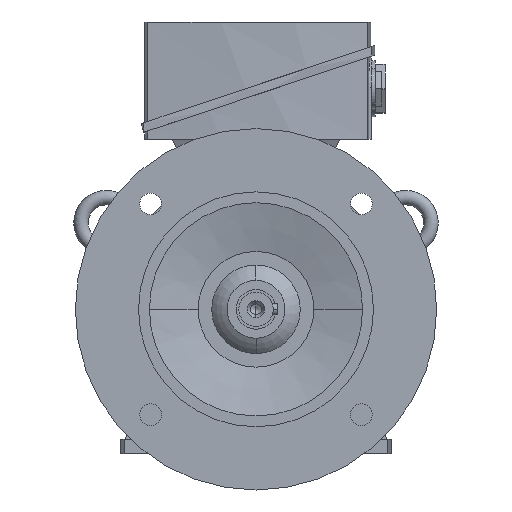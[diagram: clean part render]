
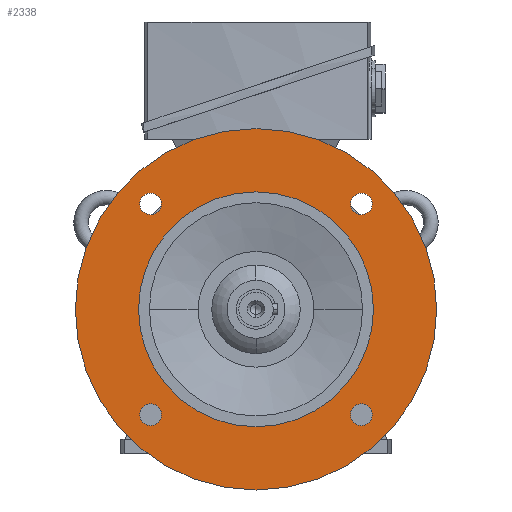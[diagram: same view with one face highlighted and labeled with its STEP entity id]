
A CAD part, left-side view. The second image highlights one B-rep face of the part: STEP entity #2338.
In plain terms, the highlighted planar face has unit normal (-1, 0, 0).
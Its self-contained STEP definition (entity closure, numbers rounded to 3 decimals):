
#2338=ADVANCED_FACE('',(#4726,#4727,#4728,#4729,#4730,#4731),#4732,.T.);
#4726=FACE_BOUND('',#7112,.T.);
#4727=FACE_BOUND('',#7113,.T.);
#4728=FACE_BOUND('',#7114,.T.);
#4729=FACE_BOUND('',#7115,.T.);
#4730=FACE_OUTER_BOUND('',#7116,.T.);
#4731=FACE_BOUND('',#7117,.T.);
#4732=PLANE('',#7118);
#7112=EDGE_LOOP('',(#14530,#14531));
#7113=EDGE_LOOP('',(#14532,#14533));
#7114=EDGE_LOOP('',(#14534,#14535));
#7115=EDGE_LOOP('',(#14536,#14537));
#7116=EDGE_LOOP('',(#14538,#14539));
#7117=EDGE_LOOP('',(#14540,#14541));
#7118=AXIS2_PLACEMENT_3D('',#14542,#14543,#14544);
#14530=ORIENTED_EDGE('',*,*,#17444,.T.);
#14531=ORIENTED_EDGE('',*,*,#14638,.T.);
#14532=ORIENTED_EDGE('',*,*,#17447,.T.);
#14533=ORIENTED_EDGE('',*,*,#14633,.T.);
#14534=ORIENTED_EDGE('',*,*,#17450,.T.);
#14535=ORIENTED_EDGE('',*,*,#14628,.T.);
#14536=ORIENTED_EDGE('',*,*,#17453,.T.);
#14537=ORIENTED_EDGE('',*,*,#14623,.T.);
#14538=ORIENTED_EDGE('',*,*,#14592,.F.);
#14539=ORIENTED_EDGE('',*,*,#17509,.F.);
#14540=ORIENTED_EDGE('',*,*,#14599,.T.);
#14541=ORIENTED_EDGE('',*,*,#17507,.T.);
#14542=CARTESIAN_POINT('',(-27.0,82.5,0.0));
#14543=DIRECTION('',(-1.0,0.0,0.0));
#14544=DIRECTION('',(0.0,-1.0,0.0));
#14592=EDGE_CURVE('',#17554,#17557,#17558,.T.);
#14599=EDGE_CURVE('',#17564,#17568,#17570,.T.);
#14623=EDGE_CURVE('',#17612,#17609,#17613,.T.);
#14628=EDGE_CURVE('',#17621,#17618,#17622,.T.);
#14633=EDGE_CURVE('',#17630,#17627,#17631,.T.);
#14638=EDGE_CURVE('',#17639,#17636,#17640,.T.);
#17444=EDGE_CURVE('',#17636,#17639,#21815,.T.);
#17447=EDGE_CURVE('',#17627,#17630,#21818,.T.);
#17450=EDGE_CURVE('',#17618,#17621,#21821,.T.);
#17453=EDGE_CURVE('',#17609,#17612,#21824,.T.);
#17507=EDGE_CURVE('',#17568,#17564,#21891,.T.);
#17509=EDGE_CURVE('',#17557,#17554,#21893,.T.);
#17554=VERTEX_POINT('',#22116);
#17557=VERTEX_POINT('',#22120);
#17558=CIRCLE('',#22121,100.0);
#17564=VERTEX_POINT('',#22128);
#17568=VERTEX_POINT('',#22133);
#17570=CIRCLE('',#22136,65.0);
#17609=VERTEX_POINT('',#22184);
#17612=VERTEX_POINT('',#22188);
#17613=CIRCLE('',#22189,6.0);
#17618=VERTEX_POINT('',#22195);
#17621=VERTEX_POINT('',#22199);
#17622=CIRCLE('',#22200,6.0);
#17627=VERTEX_POINT('',#22206);
#17630=VERTEX_POINT('',#22210);
#17631=CIRCLE('',#22211,6.0);
#17636=VERTEX_POINT('',#22217);
#17639=VERTEX_POINT('',#22221);
#17640=CIRCLE('',#22222,6.0);
#21815=CIRCLE('',#30163,6.0);
#21818=CIRCLE('',#30166,6.0);
#21821=CIRCLE('',#30169,6.0);
#21824=CIRCLE('',#30172,6.0);
#21891=CIRCLE('',#30282,65.0);
#21893=CIRCLE('',#30284,100.0);
#22116=CARTESIAN_POINT('',(-27.0,100.0,0.0));
#22120=CARTESIAN_POINT('',(-27.0,-100.0,0.));
#22121=AXIS2_PLACEMENT_3D('',#30331,#30332,#30333);
#22128=CARTESIAN_POINT('',(-27.0,65.0,0.0));
#22133=CARTESIAN_POINT('',(-27.0,-65.0,0.));
#22136=AXIS2_PLACEMENT_3D('',#30343,#30344,#30345);
#22184=CARTESIAN_POINT('',(-27.0,-62.579,62.579));
#22188=CARTESIAN_POINT('',(-27.0,-54.094,54.094));
#22189=AXIS2_PLACEMENT_3D('',#30387,#30388,#30389);
#22195=CARTESIAN_POINT('',(-27.0,62.579,62.579));
#22199=CARTESIAN_POINT('',(-27.0,54.094,54.094));
#22200=AXIS2_PLACEMENT_3D('',#30395,#30396,#30397);
#22206=CARTESIAN_POINT('',(-27.0,62.579,-62.579));
#22210=CARTESIAN_POINT('',(-27.0,54.094,-54.094));
#22211=AXIS2_PLACEMENT_3D('',#30403,#30404,#30405);
#22217=CARTESIAN_POINT('',(-27.0,-62.579,-62.579));
#22221=CARTESIAN_POINT('',(-27.0,-54.094,-54.094));
#22222=AXIS2_PLACEMENT_3D('',#30411,#30412,#30413);
#30163=AXIS2_PLACEMENT_3D('',#33373,#33374,#33375);
#30166=AXIS2_PLACEMENT_3D('',#33379,#33380,#33381);
#30169=AXIS2_PLACEMENT_3D('',#33385,#33386,#33387);
#30172=AXIS2_PLACEMENT_3D('',#33391,#33392,#33393);
#30282=AXIS2_PLACEMENT_3D('',#33442,#33443,#33444);
#30284=AXIS2_PLACEMENT_3D('',#33445,#33446,#33447);
#30331=CARTESIAN_POINT('',(-27.0,0.0,0.0));
#30332=DIRECTION('',(1.0,0.0,0.0));
#30333=DIRECTION('',(0.0,1.0,0.0));
#30343=CARTESIAN_POINT('',(-27.0,0.0,0.0));
#30344=DIRECTION('',(1.0,0.0,0.0));
#30345=DIRECTION('',(0.0,1.0,0.0));
#30387=CARTESIAN_POINT('',(-27.0,-58.336,58.336));
#30388=DIRECTION('',(1.0,0.0,-0.0));
#30389=DIRECTION('',(0.0,-0.707,0.707));
#30395=CARTESIAN_POINT('',(-27.0,58.336,58.336));
#30396=DIRECTION('',(1.0,0.0,-0.0));
#30397=DIRECTION('',(0.0,0.707,0.707));
#30403=CARTESIAN_POINT('',(-27.0,58.336,-58.336));
#30404=DIRECTION('',(1.0,-0.0,0.0));
#30405=DIRECTION('',(0.0,0.707,-0.707));
#30411=CARTESIAN_POINT('',(-27.0,-58.336,-58.336));
#30412=DIRECTION('',(1.0,0.0,0.0));
#30413=DIRECTION('',(0.0,-0.707,-0.707));
#33373=CARTESIAN_POINT('',(-27.0,-58.336,-58.336));
#33374=DIRECTION('',(1.0,0.0,0.0));
#33375=DIRECTION('',(0.0,-0.707,-0.707));
#33379=CARTESIAN_POINT('',(-27.0,58.336,-58.336));
#33380=DIRECTION('',(1.0,-0.0,0.0));
#33381=DIRECTION('',(0.0,0.707,-0.707));
#33385=CARTESIAN_POINT('',(-27.0,58.336,58.336));
#33386=DIRECTION('',(1.0,0.0,-0.0));
#33387=DIRECTION('',(0.0,0.707,0.707));
#33391=CARTESIAN_POINT('',(-27.0,-58.336,58.336));
#33392=DIRECTION('',(1.0,0.0,-0.0));
#33393=DIRECTION('',(0.0,-0.707,0.707));
#33442=CARTESIAN_POINT('',(-27.0,0.0,0.0));
#33443=DIRECTION('',(1.0,0.0,0.0));
#33444=DIRECTION('',(0.0,1.0,0.0));
#33445=CARTESIAN_POINT('',(-27.0,0.0,0.0));
#33446=DIRECTION('',(1.0,0.0,0.0));
#33447=DIRECTION('',(0.0,1.0,0.0));
